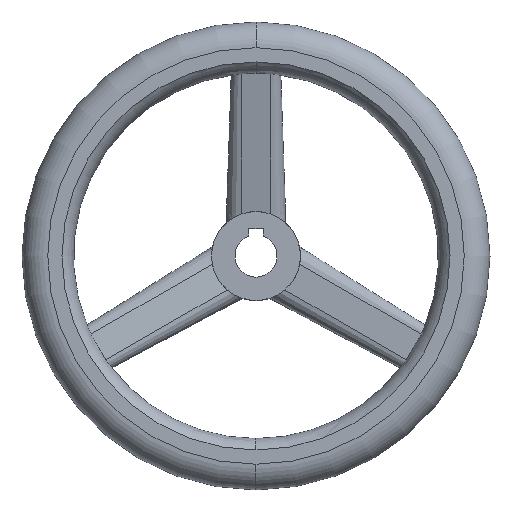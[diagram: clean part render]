
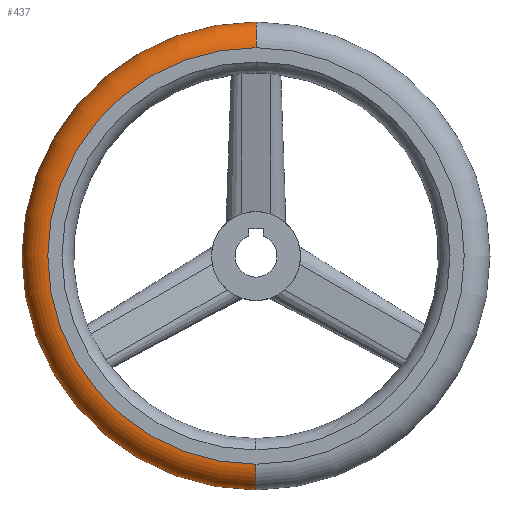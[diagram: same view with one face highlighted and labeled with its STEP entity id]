
A CAD part, top view. The second image highlights one B-rep face of the part: STEP entity #437.
In plain terms, the highlighted toroidal (fillet/blend) face has major radius 89 mm and minor radius 11 mm.
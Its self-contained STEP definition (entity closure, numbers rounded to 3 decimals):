
#227=VERTEX_POINT('',#645);
#271=VERTEX_POINT('',#693);
#437=ADVANCED_FACE('',(#879),#880,.T.);
#467=EDGE_CURVE('',#271,#227,#913,.T.);
#481=VERTEX_POINT('',#928);
#485=EDGE_CURVE('',#271,#481,#932,.T.);
#495=EDGE_CURVE('',#545,#481,#942,.T.);
#543=EDGE_CURVE('',#545,#227,#995,.T.);
#545=VERTEX_POINT('',#997);
#645=CARTESIAN_POINT('',(0.,-100.0,34.));
#693=CARTESIAN_POINT('',(0.,-89.0,45.));
#879=FACE_OUTER_BOUND('',#1643,.T.);
#880=TOROIDAL_SURFACE('',#1644,89.0,11.0);
#913=CIRCLE('',#1727,11.0);
#928=CARTESIAN_POINT('',(0.,89.,45.0));
#932=CIRCLE('',#1776,89.);
#942=CIRCLE('',#1792,11.0);
#995=CIRCLE('',#1971,100.0);
#997=CARTESIAN_POINT('',(0.,100.,34.));
#1643=EDGE_LOOP('',(#2489,#2490,#2491,#2492));
#1644=AXIS2_PLACEMENT_3D('',#2493,#2494,#2495);
#1727=AXIS2_PLACEMENT_3D('',#2524,#2525,#2526);
#1776=AXIS2_PLACEMENT_3D('',#2550,#2551,#2552);
#1792=AXIS2_PLACEMENT_3D('',#2558,#2559,#2560);
#1971=AXIS2_PLACEMENT_3D('',#2614,#2615,#2616);
#2489=ORIENTED_EDGE('',*,*,#543,.T.);
#2490=ORIENTED_EDGE('',*,*,#467,.F.);
#2491=ORIENTED_EDGE('',*,*,#485,.T.);
#2492=ORIENTED_EDGE('',*,*,#495,.F.);
#2493=CARTESIAN_POINT('',(0.,0.,34.));
#2494=DIRECTION('',(0.,0.,1.0));
#2495=DIRECTION('',(0.,1.0,0.0));
#2524=CARTESIAN_POINT('',(0.,-89.0,34.));
#2525=DIRECTION('',(1.0,0.,0.));
#2526=DIRECTION('',(0.,-1.0,0.));
#2550=CARTESIAN_POINT('',(0.,0.,45.));
#2551=DIRECTION('',(0.,0.,-1.0));
#2552=DIRECTION('',(0.,1.0,0.));
#2558=CARTESIAN_POINT('',(0.,89.,34.));
#2559=DIRECTION('',(1.0,0.,0.));
#2560=DIRECTION('',(0.,1.0,0.));
#2614=CARTESIAN_POINT('',(0.,0.,34.));
#2615=DIRECTION('',(0.,0.,1.0));
#2616=DIRECTION('',(1.0,0.0,0.));
